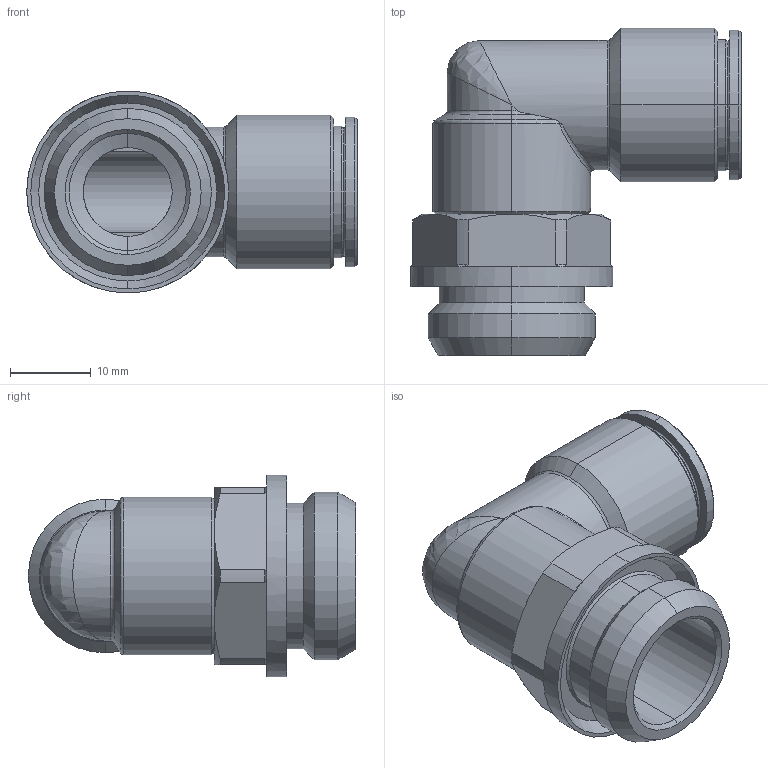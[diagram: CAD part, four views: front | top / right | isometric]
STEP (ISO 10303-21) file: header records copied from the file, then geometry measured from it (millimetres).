
FILE_DESCRIPTION (( 'STEP AP203' ), '1' );
FILE_NAME ('X0060064.STEP', '2010-09-24T14:57:41', ( '' ), ( 'sopra-pneumatic' ), 'SwSTEP 2.0', 'SolidWorks 2009', '' );
FILE_SCHEMA (( 'CONFIG_CONTROL_DESIGN' ));
Length unit declared in the file: millimetre
Products named in the file (1): X0060064
Bounding box: 40.9 x 40.5 x 25 mm (x, y, z)
Volume: 9635.2 mm3; surface area: 6942.3 mm2
Topology: 1 solids, 1 shells, 112 faces, 248 edges, 141 vertices
Faces by surface type: cone 39, cylinder 35, plane 22, torus 12, bspline 4
Entity records: 4464 total; most frequent: CARTESIAN_POINT 1945, DIRECTION 546, ORIENTED_EDGE 492, EDGE_CURVE 246, AXIS2_PLACEMENT_3D 236, VERTEX_POINT 141, CIRCLE 127, EDGE_LOOP 119
